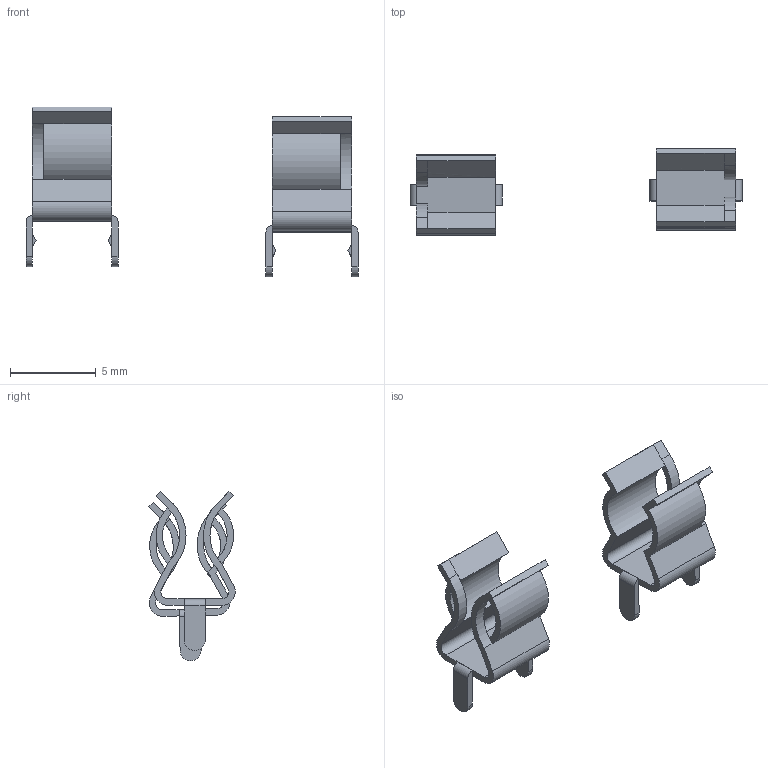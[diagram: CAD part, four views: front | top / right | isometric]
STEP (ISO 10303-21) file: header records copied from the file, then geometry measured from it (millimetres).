
FILE_DESCRIPTION(/* description */ (''),/* implementation_level */ '2;1');
FILE_NAME(/* name */ 'Fuse.step',/* time_stamp */ '2023-01-04T19:55:53+01:00',/* author */ (''),/* organization */ (''),/* preprocessor_version */ 'ST-DEVELOPER v19.2',/* originating_system */ 'Autodesk Translation Framework v11.17.0.187',/* authorisation */ '');
FILE_SCHEMA (('AUTOMOTIVE_DESIGN { 1 0 10303 214 3 1 1 }'));
Length unit declared in the file: millimetre
Products named in the file (1): FUSE1
Bounding box: 19.4 x 5.04 x 9.93 mm (x, y, z)
Volume: 69.9 mm3; surface area: 423.4 mm2
Topology: 2 solids, 2 shells, 112 faces, 326 edges, 214 vertices
Faces by surface type: plane 76, cylinder 36
Entity records: 3765 total; most frequent: CARTESIAN_POINT 653, ORIENTED_EDGE 652, DIRECTION 652, EDGE_CURVE 326, LINE 226, VECTOR 226, VERTEX_POINT 214, AXIS2_PLACEMENT_3D 213
